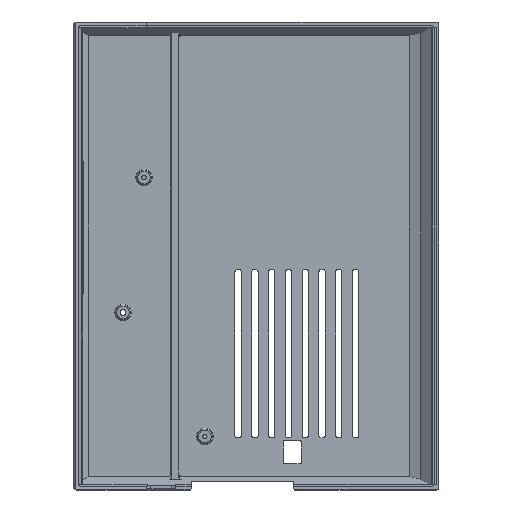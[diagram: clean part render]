
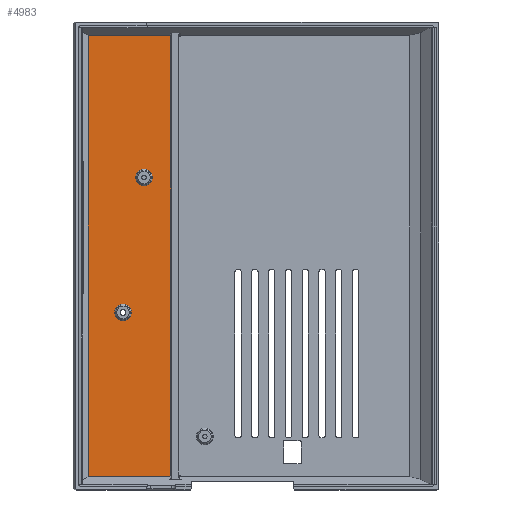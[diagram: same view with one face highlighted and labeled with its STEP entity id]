
A CAD part, top view. The second image highlights one B-rep face of the part: STEP entity #4983.
In plain terms, the highlighted planar face has unit normal (0, 0, 1).
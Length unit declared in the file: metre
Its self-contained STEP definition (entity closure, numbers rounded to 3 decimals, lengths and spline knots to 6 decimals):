
#129=B_SPLINE_CURVE_WITH_KNOTS('',3,(#7654,#7655,#7656,#7657),
 .UNSPECIFIED.,.F.,.F.,(4,4),(0.,1.),.UNSPECIFIED.);
#130=B_SPLINE_CURVE_WITH_KNOTS('',3,(#7661,#7662,#7663,#7664),
 .UNSPECIFIED.,.F.,.F.,(4,4),(0.,1.),.UNSPECIFIED.);
#232=CIRCLE('',#5369,0.004);
#233=CIRCLE('',#5370,0.004);
#538=ORIENTED_EDGE('',*,*,#2012,.T.);
#539=ORIENTED_EDGE('',*,*,#2013,.T.);
#540=ORIENTED_EDGE('',*,*,#2014,.T.);
#541=ORIENTED_EDGE('',*,*,#2015,.T.);
#542=ORIENTED_EDGE('',*,*,#2016,.T.);
#543=ORIENTED_EDGE('',*,*,#2017,.T.);
#544=ORIENTED_EDGE('',*,*,#2018,.T.);
#545=ORIENTED_EDGE('',*,*,#2019,.T.);
#2012=EDGE_CURVE('',#2746,#2747,#3138,.T.);
#2013=EDGE_CURVE('',#2747,#2748,#3139,.T.);
#2014=EDGE_CURVE('',#2748,#2749,#3140,.T.);
#2015=EDGE_CURVE('',#2749,#2750,#129,.T.);
#2016=EDGE_CURVE('',#2750,#2751,#3141,.T.);
#2017=EDGE_CURVE('',#2751,#2746,#130,.T.);
#2018=EDGE_CURVE('',#2752,#2752,#232,.T.);
#2019=EDGE_CURVE('',#2753,#2753,#233,.T.);
#2746=VERTEX_POINT('',#7648);
#2747=VERTEX_POINT('',#7649);
#2748=VERTEX_POINT('',#7651);
#2749=VERTEX_POINT('',#7653);
#2750=VERTEX_POINT('',#7658);
#2751=VERTEX_POINT('',#7660);
#2752=VERTEX_POINT('',#7666);
#2753=VERTEX_POINT('',#7668);
#3138=LINE('',#7647,#3699);
#3139=LINE('',#7650,#3700);
#3140=LINE('',#7652,#3701);
#3141=LINE('',#7659,#3702);
#3699=VECTOR('',#6054,1.);
#3700=VECTOR('',#6055,1.);
#3701=VECTOR('',#6056,1.);
#3702=VECTOR('',#6057,1.);
#4135=EDGE_LOOP('',(#538,#539,#540,#541,#542,#543));
#4136=EDGE_LOOP('',(#544));
#4137=EDGE_LOOP('',(#545));
#4473=FACE_BOUND('',#4135,.T.);
#4474=FACE_BOUND('',#4136,.T.);
#4475=FACE_BOUND('',#4137,.T.);
#4790=PLANE('',#5368);
#4983=ADVANCED_FACE('',(#4473,#4474,#4475),#4790,.F.);
#5368=AXIS2_PLACEMENT_3D('',#7646,#6052,#6053);
#5369=AXIS2_PLACEMENT_3D('',#7665,#6058,#6059);
#5370=AXIS2_PLACEMENT_3D('',#7667,#6060,#6061);
#6052=DIRECTION('',(0.,0.,-1.));
#6053=DIRECTION('',(-1.,0.,0.));
#6054=DIRECTION('',(-1.,0.,0.));
#6055=DIRECTION('',(0.,-1.,0.));
#6056=DIRECTION('',(1.,0.,0.));
#6057=DIRECTION('',(0.,1.,0.));
#6058=DIRECTION('',(0.,0.,-1.));
#6059=DIRECTION('',(-1.,0.,0.));
#6060=DIRECTION('',(0.,0.,-1.));
#6061=DIRECTION('',(-1.,0.,0.));
#7646=CARTESIAN_POINT('',(-0.2006,0.437377,0.001924));
#7647=CARTESIAN_POINT('',(-0.2006,0.4309,0.001924));
#7648=CARTESIAN_POINT('',(-0.237914,0.430898,0.00192));
#7649=CARTESIAN_POINT('',(-0.276706,0.430895,0.001915));
#7650=CARTESIAN_POINT('',(-0.276706,0.22086,0.001915));
#7651=CARTESIAN_POINT('',(-0.276706,0.22086,0.001915));
#7652=CARTESIAN_POINT('',(-0.237914,0.220857,0.00192));
#7653=CARTESIAN_POINT('',(-0.237914,0.220857,0.00192));
#7654=CARTESIAN_POINT('',(-0.237914,0.220857,0.00192));
#7655=CARTESIAN_POINT('',(-0.237648,0.220849,0.00192));
#7656=CARTESIAN_POINT('',(-0.237407,0.221123,0.00192));
#7657=CARTESIAN_POINT('',(-0.237414,0.221433,0.00192));
#7658=CARTESIAN_POINT('',(-0.237414,0.221433,0.00192));
#7659=CARTESIAN_POINT('',(-0.237414,0.437377,0.00192));
#7660=CARTESIAN_POINT('',(-0.237414,0.430322,0.00192));
#7661=CARTESIAN_POINT('',(-0.237414,0.430322,0.00192));
#7662=CARTESIAN_POINT('',(-0.237407,0.430628,0.00192));
#7663=CARTESIAN_POINT('',(-0.237645,0.430906,0.00192));
#7664=CARTESIAN_POINT('',(-0.237914,0.430898,0.00192));
#7665=CARTESIAN_POINT('',(-0.260077,0.299,0.001917));
#7666=CARTESIAN_POINT('',(-0.264077,0.299,0.001917));
#7667=CARTESIAN_POINT('',(-0.250077,0.3633,0.001918));
#7668=CARTESIAN_POINT('',(-0.254077,0.3633,0.001918));
